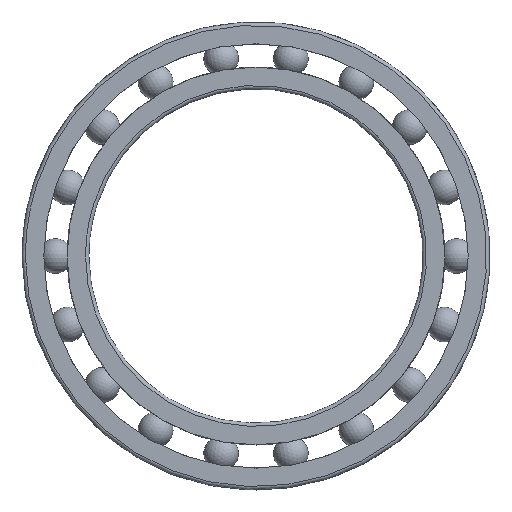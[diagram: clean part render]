
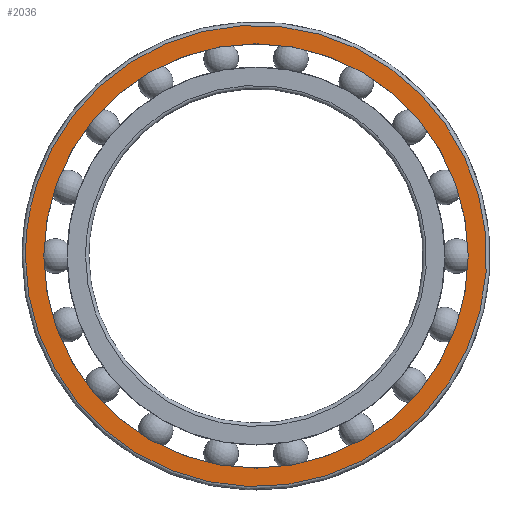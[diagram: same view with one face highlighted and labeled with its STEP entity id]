
A CAD part, top view. The second image highlights one B-rep face of the part: STEP entity #2036.
In plain terms, the highlighted face is planar.
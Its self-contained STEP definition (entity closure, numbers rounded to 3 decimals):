
#1969=CARTESIAN_POINT('',(0.,20.7,0.));
#1970=VERTEX_POINT('',#1969);
#1971=CARTESIAN_POINT('',(0.,19.687,6.397));
#1972=VERTEX_POINT('',#1971);
#1973=CARTESIAN_POINT('',(0.,0.,0.));
#1974=DIRECTION('',(0.,1.,0.));
#1975=DIRECTION('',(1.,0.,0.));
#1976=AXIS2_PLACEMENT_3D('',#1973,#1975,#1974);
#1977=CIRCLE('',#1976,20.7);
#1978=EDGE_CURVE('',#1970,#1972,#1977,.T.);
#2006=CARTESIAN_POINT('',(0.,0.,0.));
#2007=DIRECTION('',(0.,0.951,0.309));
#2008=DIRECTION('',(1.,0.,0.));
#2009=AXIS2_PLACEMENT_3D('',#2006,#2008,#2007);
#2010=CIRCLE('',#2009,20.7);
#2011=EDGE_CURVE('',#1972,#1970,#2010,.T.);
#2016=CARTESIAN_POINT('',(0.,0.,0.));
#2017=DIRECTION('',(0.,0.,1.));
#2018=DIRECTION('',(-1.,0.,0.));
#2019=AXIS2_PLACEMENT_3D('',#2016,#2018,#2017);
#2020=PLANE('',#2019);
#2021=ORIENTED_EDGE('',*,*,#2011,.F.);
#2022=ORIENTED_EDGE('',*,*,#1978,.F.);
#2023=EDGE_LOOP('',(#2021,#2022));
#2024=FACE_OUTER_BOUND('',#2023,.T.);
#2025=CARTESIAN_POINT('',(0.,19.044,0.));
#2026=VERTEX_POINT('',#2025);
#2027=CARTESIAN_POINT('',(0.,0.,0.));
#2028=DIRECTION('',(0.,1.,0.));
#2029=DIRECTION('',(1.,0.,0.));
#2030=AXIS2_PLACEMENT_3D('',#2027,#2029,#2028);
#2031=CIRCLE('',#2030,19.044);
#2032=EDGE_CURVE('',#2026,#2026,#2031,.T.);
#2033=ORIENTED_EDGE('E189',*,*,#2032,.T.);
#2034=EDGE_LOOP('',(#2033));
#2035=FACE_BOUND('',#2034,.T.);
#2036=ADVANCED_FACE('F65',(#2024,#2035),#2020,.T.);
